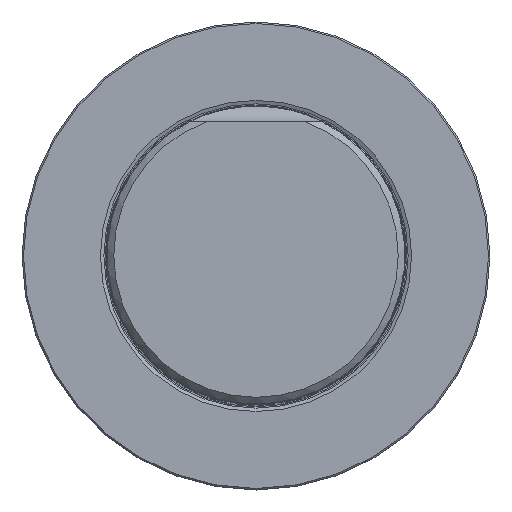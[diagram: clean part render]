
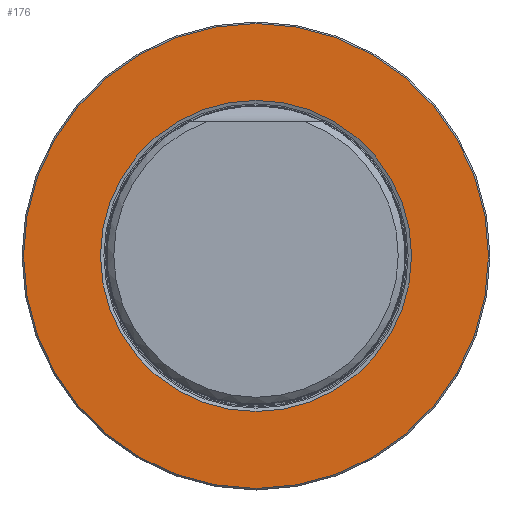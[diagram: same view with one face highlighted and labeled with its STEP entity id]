
A CAD part, top view. The second image highlights one B-rep face of the part: STEP entity #176.
In plain terms, the highlighted planar face has unit normal (0, 0, 1).
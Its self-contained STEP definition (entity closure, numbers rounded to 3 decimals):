
#170=PLANE('',#523);
#176=ADVANCED_FACE('CN_SU_1',(#216,#217),#170,.F.);
#216=FACE_BOUND('',#264,.T.);
#217=FACE_BOUND('',#265,.T.);
#264=EDGE_LOOP('',(#319));
#265=EDGE_LOOP('',(#320));
#319=ORIENTED_EDGE('',*,*,#446,.T.);
#320=ORIENTED_EDGE('',*,*,#447,.F.);
#407=VERTEX_POINT('',#717);
#408=VERTEX_POINT('',#719);
#446=EDGE_CURVE('',#407,#407,#490,.T.);
#447=EDGE_CURVE('',#408,#408,#491,.T.);
#490=CIRCLE('',#521,31.05);
#491=CIRCLE('',#522,20.775);
#521=AXIS2_PLACEMENT_3D('',#716,#587,#588);
#522=AXIS2_PLACEMENT_3D('',#718,#589,#590);
#523=AXIS2_PLACEMENT_3D('',#720,#591,#592);
#587=DIRECTION('',(0.,0.,1.));
#588=DIRECTION('',(-1.,0.,0.));
#589=DIRECTION('',(0.,0.,1.));
#590=DIRECTION('',(-1.,0.,0.));
#591=DIRECTION('',(0.,0.,-1.));
#592=DIRECTION('',(-1.,0.,0.));
#716=CARTESIAN_POINT('',(0.,0.,0.));
#717=CARTESIAN_POINT('',(-31.05,0.,0.));
#718=CARTESIAN_POINT('',(0.,0.,0.));
#719=CARTESIAN_POINT('',(-20.775,0.,0.));
#720=CARTESIAN_POINT('',(0.,0.,0.));
